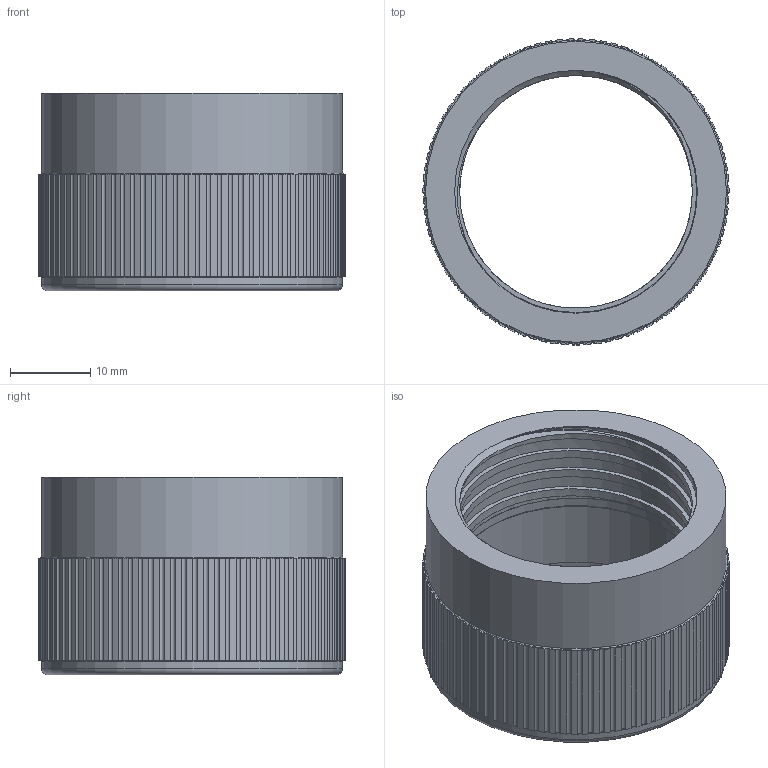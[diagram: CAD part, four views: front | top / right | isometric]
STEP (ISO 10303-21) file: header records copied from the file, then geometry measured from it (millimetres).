
FILE_DESCRIPTION(/* description */ ('STEP AP214'),/* implementation_level */ '2;1');
FILE_NAME(/* name */ 'ATSSLSA F.stp',/* time_stamp */ '2023-03-20T14:47:15+01:00',/* author */ ('sh'),/* organization */ (''),/* preprocessor_version */ 'ST-DEVELOPER v19.2',/* originating_system */ 'Autodesk Inventor 2023',/* authorisation */ '');
FILE_SCHEMA (('AUTOMOTIVE_DESIGN { 1 0 10303 214 3 1 1 }'));
Length unit declared in the file: inch
Products named in the file (1): 01108623
Bounding box: 38.1 x 38.1 x 24.59 mm (x, y, z)
Volume: 9041.6 mm3; surface area: 6808.4 mm2
Topology: 1 solids, 1 shells, 380 faces, 945 edges, 570 vertices
Faces by surface type: cylinder 189, plane 180, torus 5, cone 4, bspline 2
Full cylindrical faces by diameter (mm): 28.956 x2, 30.074 x3, 30.226 x1, 31.75 x2, 33.782 x1, 37.465 x2
Entity records: 12692 total; most frequent: CARTESIAN_POINT 2673, DIRECTION 2410, ORIENTED_EDGE 1890, AXIS2_PLACEMENT_3D 1108, EDGE_CURVE 945, CIRCLE 729, VERTEX_POINT 570, EDGE_LOOP 385
